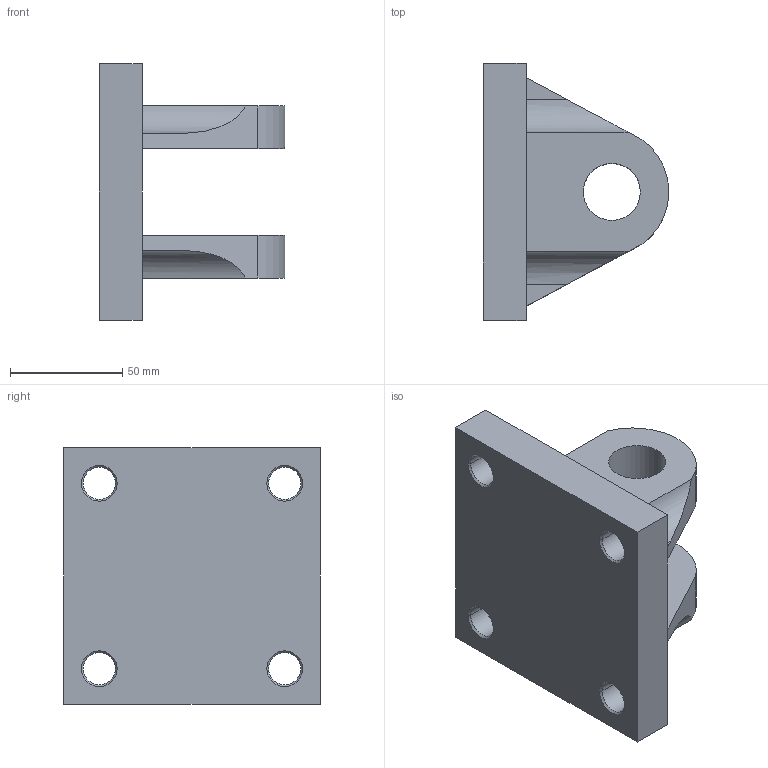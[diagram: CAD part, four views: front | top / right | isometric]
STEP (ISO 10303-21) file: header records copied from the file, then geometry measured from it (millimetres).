
FILE_DESCRIPTION((''),'2;1');
FILE_NAME('A500-003','2019-09-23T13:54:04',('MeFernandez'),('ASCO Numatics'),'CREO PARAMETRIC BY PTC INC, 2018190','CREO PARAMETRIC BY PTC INC, 2018190','');
FILE_SCHEMA(('AUTOMOTIVE_DESIGN_CC2 { 1 2 10303 214 -1 1 5 2 }'));
Length unit declared in the file: inch
Products named in the file (1): A500-003
Bounding box: 82.44 x 114.3 x 114.3 mm (x, y, z)
Volume: 357305.3 mm3; surface area: 57153.7 mm2
Topology: 1 solids, 1 shells, 52 faces, 128 edges, 80 vertices
Faces by surface type: plane 18, cylinder 18, cone 16
Entity records: 2641 total; most frequent: CARTESIAN_POINT 294, DIRECTION 276, ORIENTED_EDGE 256, PRESENTATION_STYLE_ASSIGNMENT 180, STYLED_ITEM 129, CURVE_STYLE 128, EDGE_CURVE 128, FILL_AREA_STYLE_COLOUR 103
